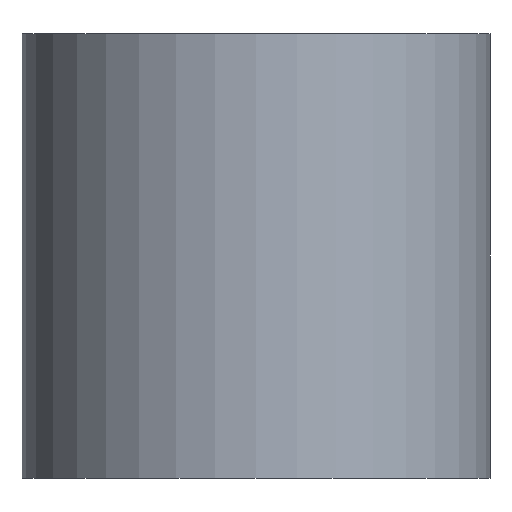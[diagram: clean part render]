
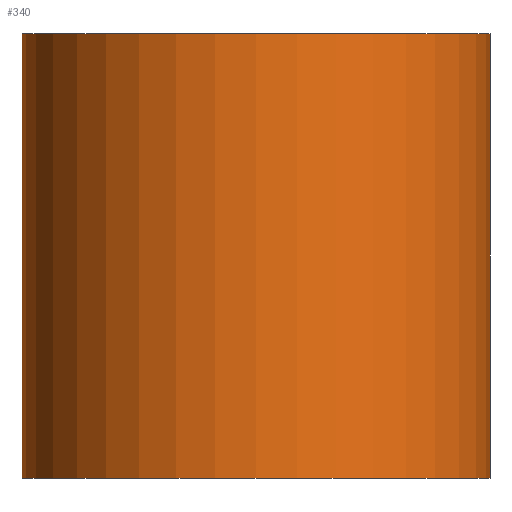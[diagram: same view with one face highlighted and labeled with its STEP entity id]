
A CAD part, front view. The second image highlights one B-rep face of the part: STEP entity #340.
In plain terms, the highlighted cylindrical face has radius 2 mm (diameter 4 mm), a partial arc.
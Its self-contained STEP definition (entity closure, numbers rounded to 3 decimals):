
#2 = EDGE_CURVE ( 'NONE', #205, #263, #136, .T. ) ;
#5 = VERTEX_POINT ( 'NONE', #104 ) ;
#6 = DIRECTION ( 'NONE',  ( 0., 0., 1. ) ) ;
#22 = DIRECTION ( 'NONE',  ( 0., 0., -1. ) ) ;
#32 = CARTESIAN_POINT ( 'NONE',  ( 9., 20., 16.8 ) ) ;
#40 = EDGE_CURVE ( 'NONE', #196, #5, #333, .T. ) ;
#55 = ORIENTED_EDGE ( 'NONE', *, *, #105, .T. ) ;
#92 = CARTESIAN_POINT ( 'NONE',  ( 9., 20., 16.8 ) ) ;
#93 = CARTESIAN_POINT ( 'NONE',  ( 13., 20., 13. ) ) ;
#96 = CARTESIAN_POINT ( 'NONE',  ( 11., 20., 16.8 ) ) ;
#104 = CARTESIAN_POINT ( 'NONE',  ( 9., 20., 13. ) ) ;
#105 = EDGE_CURVE ( 'NONE', #196, #205, #328, .T. ) ;
#136 = CIRCLE ( 'NONE', #360, 2. ) ;
#157 = FACE_OUTER_BOUND ( 'NONE', #296, .T. ) ;
#158 = AXIS2_PLACEMENT_3D ( 'NONE', #96, #216, #343 ) ;
#181 = CARTESIAN_POINT ( 'NONE',  ( 13., 20., 16.8 ) ) ;
#187 = LINE ( 'NONE', #32, #302 ) ;
#188 = CYLINDRICAL_SURFACE ( 'NONE', #158, 2. ) ;
#196 = VERTEX_POINT ( 'NONE', #93 ) ;
#200 = CARTESIAN_POINT ( 'NONE',  ( 13., 20., 16.8 ) ) ;
#205 = VERTEX_POINT ( 'NONE', #181 ) ;
#216 = DIRECTION ( 'NONE',  ( 0., 0., 1. ) ) ;
#251 = EDGE_CURVE ( 'NONE', #5, #263, #187, .T. ) ;
#263 = VERTEX_POINT ( 'NONE', #92 ) ;
#265 = ORIENTED_EDGE ( 'NONE', *, *, #251, .F. ) ;
#289 = DIRECTION ( 'NONE',  ( -1., 0., 0. ) ) ;
#296 = EDGE_LOOP ( 'NONE', ( #265, #316, #55, #298 ) ) ;
#298 = ORIENTED_EDGE ( 'NONE', *, *, #2, .T. ) ;
#302 = VECTOR ( 'NONE', #6, 1000. ) ;
#316 = ORIENTED_EDGE ( 'NONE', *, *, #40, .F. ) ;
#320 = DIRECTION ( 'NONE',  ( 0., 0., 1. ) ) ;
#328 = LINE ( 'NONE', #200, #355 ) ;
#333 = CIRCLE ( 'NONE', #359, 2. ) ;
#340 = ADVANCED_FACE ( 'NONE', ( #157 ), #188, .T. ) ;
#343 = DIRECTION ( 'NONE',  ( 1., 0., 0. ) ) ;
#348 = DIRECTION ( 'NONE',  ( 0., 0., -1. ) ) ;
#350 = DIRECTION ( 'NONE',  ( -1., 0., 0. ) ) ;
#353 = CARTESIAN_POINT ( 'NONE',  ( 11., 20., 13. ) ) ;
#355 = VECTOR ( 'NONE', #320, 1000. ) ;
#359 = AXIS2_PLACEMENT_3D ( 'NONE', #353, #348, #350 ) ;
#360 = AXIS2_PLACEMENT_3D ( 'NONE', #376, #22, #289 ) ;
#376 = CARTESIAN_POINT ( 'NONE',  ( 11., 20., 16.8 ) ) ;
